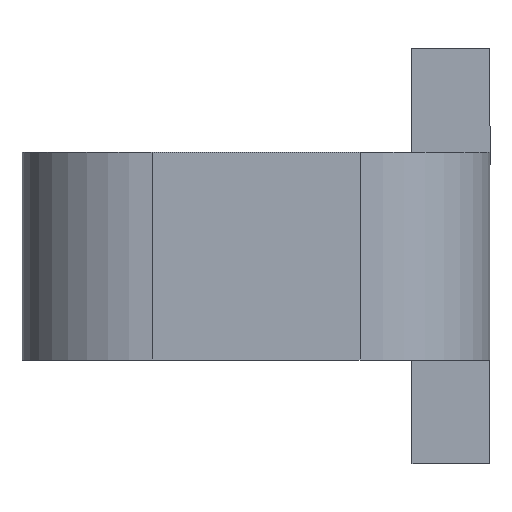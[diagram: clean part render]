
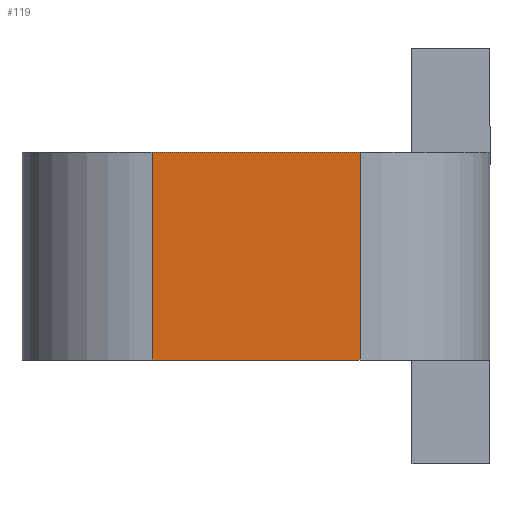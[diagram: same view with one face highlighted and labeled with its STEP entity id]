
A CAD part, left-side view. The second image highlights one B-rep face of the part: STEP entity #119.
In plain terms, the highlighted planar face has unit normal (-1, 0, 0).
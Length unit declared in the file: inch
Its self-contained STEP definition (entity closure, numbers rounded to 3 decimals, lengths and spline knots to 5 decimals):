
#108 = EDGE_CURVE ( 'NONE', #176, #109, #569, .T. ) ;
#109 = VERTEX_POINT ( 'NONE', #565 ) ;
#110 = ORIENTED_EDGE ( 'NONE', *, *, #111, .F. ) ;
#111 = EDGE_CURVE ( 'NONE', #112, #109, #603, .T. ) ;
#112 = VERTEX_POINT ( 'NONE', #680 ) ;
#119 = ADVANCED_FACE ( 'NONE', ( #679 ), #677, .T. ) ;
#120 = EDGE_LOOP ( 'NONE', ( #121, #110, #181, #132 ) ) ;
#121 = ORIENTED_EDGE ( 'NONE', *, *, #108, .T. ) ;
#126 = VERTEX_POINT ( 'NONE', #594 ) ;
#132 = ORIENTED_EDGE ( 'NONE', *, *, #187, .T. ) ;
#176 = VERTEX_POINT ( 'NONE', #627 ) ;
#181 = ORIENTED_EDGE ( 'NONE', *, *, #182, .T. ) ;
#182 = EDGE_CURVE ( 'NONE', #112, #126, #670, .T. ) ;
#187 = EDGE_CURVE ( 'NONE', #126, #176, #400, .T. ) ;
#399 = CARTESIAN_POINT ( 'NONE',  ( -0.075, 0.06, 0.04 ) ) ;
#400 = LINE ( 'NONE', #399, #733 ) ;
#565 = CARTESIAN_POINT ( 'NONE',  ( -0.075, 0.02, -0.02 ) ) ;
#566 = DIRECTION ( 'NONE',  ( 0., -1., 0. ) ) ;
#567 = VECTOR ( 'NONE', #566, 39.37008 ) ;
#568 = CARTESIAN_POINT ( 'NONE',  ( -0.075, 0.28247, -0.02 ) ) ;
#569 = LINE ( 'NONE', #568, #567 ) ;
#588 = DIRECTION ( 'NONE',  ( 0., -1., 0. ) ) ;
#589 = DIRECTION ( 'NONE',  ( -1., 0., 0. ) ) ;
#590 = CARTESIAN_POINT ( 'NONE',  ( -0.075, 0.02, 0.04 ) ) ;
#594 = CARTESIAN_POINT ( 'NONE',  ( -0.075, 0.06, 0.02 ) ) ;
#600 = DIRECTION ( 'NONE',  ( 0., 0., -1. ) ) ;
#601 = VECTOR ( 'NONE', #600, 39.37008 ) ;
#602 = CARTESIAN_POINT ( 'NONE',  ( -0.075, 0.02, 0.04 ) ) ;
#603 = LINE ( 'NONE', #602, #601 ) ;
#627 = CARTESIAN_POINT ( 'NONE',  ( -0.075, 0.06, -0.02 ) ) ;
#667 = DIRECTION ( 'NONE',  ( 0., 1., 0. ) ) ;
#668 = VECTOR ( 'NONE', #667, 39.37008 ) ;
#669 = CARTESIAN_POINT ( 'NONE',  ( -0.075, 0.28247, 0.02 ) ) ;
#670 = LINE ( 'NONE', #669, #668 ) ;
#677 = PLANE ( 'NONE',  #678 ) ;
#678 = AXIS2_PLACEMENT_3D ( 'NONE', #590, #589, #588 ) ;
#679 = FACE_OUTER_BOUND ( 'NONE', #120, .T. ) ;
#680 = CARTESIAN_POINT ( 'NONE',  ( -0.075, 0.02, 0.02 ) ) ;
#726 = DIRECTION ( 'NONE',  ( 0., 0., -1. ) ) ;
#733 = VECTOR ( 'NONE', #726, 39.37008 ) ;
